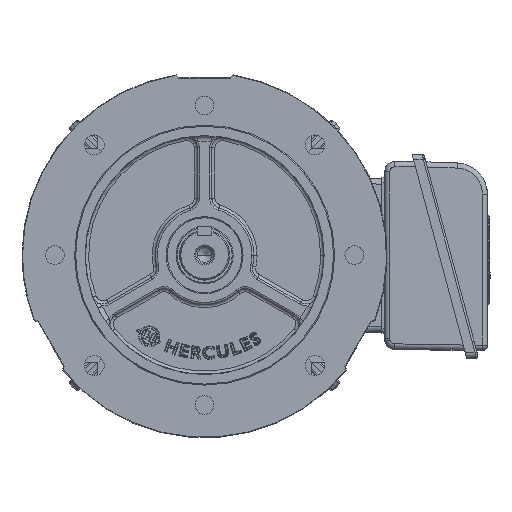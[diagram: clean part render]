
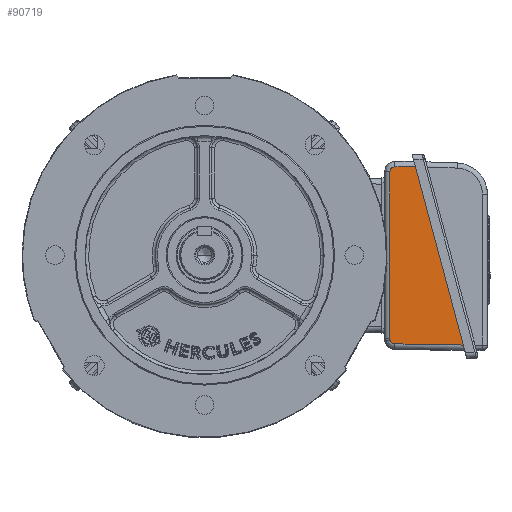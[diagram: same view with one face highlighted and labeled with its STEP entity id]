
A CAD part, top view. The second image highlights one B-rep face of the part: STEP entity #90719.
In plain terms, the highlighted face is planar.
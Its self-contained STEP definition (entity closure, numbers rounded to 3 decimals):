
#174 = VERTEX_POINT ( 'NONE', #76520 ) ;
#567 = CARTESIAN_POINT ( 'NONE',  ( -87.981, 83.084, 7.584 ) ) ;
#982 = LINE ( 'NONE', #92451, #114086 ) ;
#1342 = EDGE_CURVE ( 'NONE', #85763, #49563, #10855, .T. ) ;
#2040 = CARTESIAN_POINT ( 'NONE',  ( -87.994, 80.196, 7.584 ) ) ;
#3503 = CARTESIAN_POINT ( 'NONE',  ( -88.722, -81.445, 7.755 ) ) ;
#7180 = DIRECTION ( 'NONE',  ( 0.017, -0.017, 1. ) ) ;
#7282 = ORIENTED_EDGE ( 'NONE', *, *, #142817, .T. ) ;
#10855 = LINE ( 'NONE', #21274, #140698 ) ;
#14061 = DIRECTION ( 'NONE',  ( -0.005, -1., 0. ) ) ;
#15396 = CARTESIAN_POINT ( 'NONE',  ( -88.722, -83.683, 8.354 ) ) ;
#17290 = CARTESIAN_POINT ( 'NONE',  ( -88.658, -85.15, 12.497 ) ) ;
#18351 = CARTESIAN_POINT ( 'NONE',  ( -87.972, -85.864, 53.406 ) ) ;
#18990 =( BOUNDED_CURVE ( )  B_SPLINE_CURVE ( 3, ( #45423, #135469, #57347, #115340 ),
 .UNSPECIFIED., .F., .F. ) 
 B_SPLINE_CURVE_WITH_KNOTS ( ( 4, 4 ),
 ( 6.021, 6.283 ),
 .UNSPECIFIED. ) 
 CURVE ( )  GEOMETRIC_REPRESENTATION_ITEM ( )  RATIONAL_B_SPLINE_CURVE ( ( 1., 0.994, 0.994, 1. ) ) 
 REPRESENTATION_ITEM ( '' )  );
#20400 = EDGE_CURVE ( 'NONE', #145333, #71145, #39345, .T. ) ;
#21274 = CARTESIAN_POINT ( 'NONE',  ( -87.89, 85.193, 12.413 ) ) ;
#23892 = CARTESIAN_POINT ( 'NONE',  ( -87.994, 80.196, 7.584 ) ) ;
#24077 = ORIENTED_EDGE ( 'NONE', *, *, #53685, .T. ) ;
#25425 = ORIENTED_EDGE ( 'NONE', *, *, #20400, .T. ) ;
#26952 = DIRECTION ( 'NONE',  ( 0., 0.966, -0.259 ) ) ;
#34733 = EDGE_CURVE ( 'NONE', #49563, #145333, #121137, .T. ) ;
#34790 = CARTESIAN_POINT ( 'NONE',  ( -87.938, 85.144, 9.609 ) ) ;
#38538 =( BOUNDED_CURVE ( )  B_SPLINE_CURVE ( 3, ( #3503, #15396, #48864, #71200 ),
 .UNSPECIFIED., .F., .F. ) 
 B_SPLINE_CURVE_WITH_KNOTS ( ( 4, 4 ),
 ( 0., 1.292 ),
 .UNSPECIFIED. ) 
 CURVE ( )  GEOMETRIC_REPRESENTATION_ITEM ( )  RATIONAL_B_SPLINE_CURVE ( ( 1., 0.866, 0.866, 1. ) ) 
 REPRESENTATION_ITEM ( '' )  );
#39345 = LINE ( 'NONE', #115995, #97759 ) ;
#42132 = LINE ( 'NONE', #18351, #64847 ) ;
#45423 = CARTESIAN_POINT ( 'NONE',  ( -88.719, -80.15, 7.584 ) ) ;
#48864 = CARTESIAN_POINT ( 'NONE',  ( -88.697, -85.109, 10.18 ) ) ;
#49563 = VERTEX_POINT ( 'NONE', #88425 ) ;
#49906 = EDGE_CURVE ( 'NONE', #101417, #85763, #982, .T. ) ;
#52833 = ORIENTED_EDGE ( 'NONE', *, *, #49906, .T. ) ;
#53512 = EDGE_CURVE ( 'NONE', #174, #137441, #38538, .T. ) ;
#53685 = EDGE_CURVE ( 'NONE', #137441, #101417, #42132, .T. ) ;
#54763 = DIRECTION ( 'NONE',  ( -0.017, -0.017, -1. ) ) ;
#57347 = CARTESIAN_POINT ( 'NONE',  ( -88.722, -81.022, 7.641 ) ) ;
#59306 = CARTESIAN_POINT ( 'NONE',  ( -87.889, 85.195, 12.497 ) ) ;
#64847 = VECTOR ( 'NONE', #7180, 1000. ) ;
#69378 = CARTESIAN_POINT ( 'NONE',  ( -88.719, -80.15, 7.584 ) ) ;
#71145 = VERTEX_POINT ( 'NONE', #69378 ) ;
#71200 = CARTESIAN_POINT ( 'NONE',  ( -88.658, -85.15, 12.497 ) ) ;
#74346 = AXIS2_PLACEMENT_3D ( 'NONE', #145994, #133390, #111048 ) ;
#74787 = ORIENTED_EDGE ( 'NONE', *, *, #34733, .T. ) ;
#75182 = EDGE_LOOP ( 'NONE', ( #7282, #97259, #24077, #52833, #80233, #74787, #25425 ) ) ;
#75331 = CARTESIAN_POINT ( 'NONE',  ( -87.5, -86.355, 81.523 ) ) ;
#76078 = PLANE ( 'NONE',  #74346 ) ;
#76520 = CARTESIAN_POINT ( 'NONE',  ( -88.722, -81.445, 7.755 ) ) ;
#80233 = ORIENTED_EDGE ( 'NONE', *, *, #1342, .T. ) ;
#85763 = VERTEX_POINT ( 'NONE', #117819 ) ;
#88425 = CARTESIAN_POINT ( 'NONE',  ( -87.889, 85.195, 12.497 ) ) ;
#90719 = ADVANCED_FACE ( 'NONE', ( #145261 ), #76078, .T. ) ;
#92451 = CARTESIAN_POINT ( 'NONE',  ( -87.5, 12.221, 55.11 ) ) ;
#97259 = ORIENTED_EDGE ( 'NONE', *, *, #53512, .T. ) ;
#97759 = VECTOR ( 'NONE', #14061, 1000. ) ;
#101417 = VERTEX_POINT ( 'NONE', #75331 ) ;
#111048 = DIRECTION ( 'NONE',  ( 0.017, 0., 1. ) ) ;
#114086 = VECTOR ( 'NONE', #26952, 1000. ) ;
#115340 = CARTESIAN_POINT ( 'NONE',  ( -88.722, -81.445, 7.755 ) ) ;
#115995 = CARTESIAN_POINT ( 'NONE',  ( -88.301, 12.225, 7.584 ) ) ;
#117819 = CARTESIAN_POINT ( 'NONE',  ( -87.5, 85.595, 35.449 ) ) ;
#121137 =( BOUNDED_CURVE ( )  B_SPLINE_CURVE ( 3, ( #59306, #34790, #567, #2040 ),
 .UNSPECIFIED., .F., .F. ) 
 B_SPLINE_CURVE_WITH_KNOTS ( ( 4, 4 ),
 ( 4.468, 6.021 ),
 .UNSPECIFIED. ) 
 CURVE ( )  GEOMETRIC_REPRESENTATION_ITEM ( )  RATIONAL_B_SPLINE_CURVE ( ( 1., 0.809, 0.809, 1. ) ) 
 REPRESENTATION_ITEM ( '' )  );
#133390 = DIRECTION ( 'NONE',  ( -1., 0.005, 0.017 ) ) ;
#135469 = CARTESIAN_POINT ( 'NONE',  ( -88.721, -80.588, 7.584 ) ) ;
#137441 = VERTEX_POINT ( 'NONE', #17290 ) ;
#140698 = VECTOR ( 'NONE', #54763, 1000. ) ;
#142817 = EDGE_CURVE ( 'NONE', #71145, #174, #18990, .T. ) ;
#145261 = FACE_OUTER_BOUND ( 'NONE', #75182, .T. ) ;
#145333 = VERTEX_POINT ( 'NONE', #23892 ) ;
#145994 = CARTESIAN_POINT ( 'NONE',  ( -87.5, 12.221, 55.11 ) ) ;
